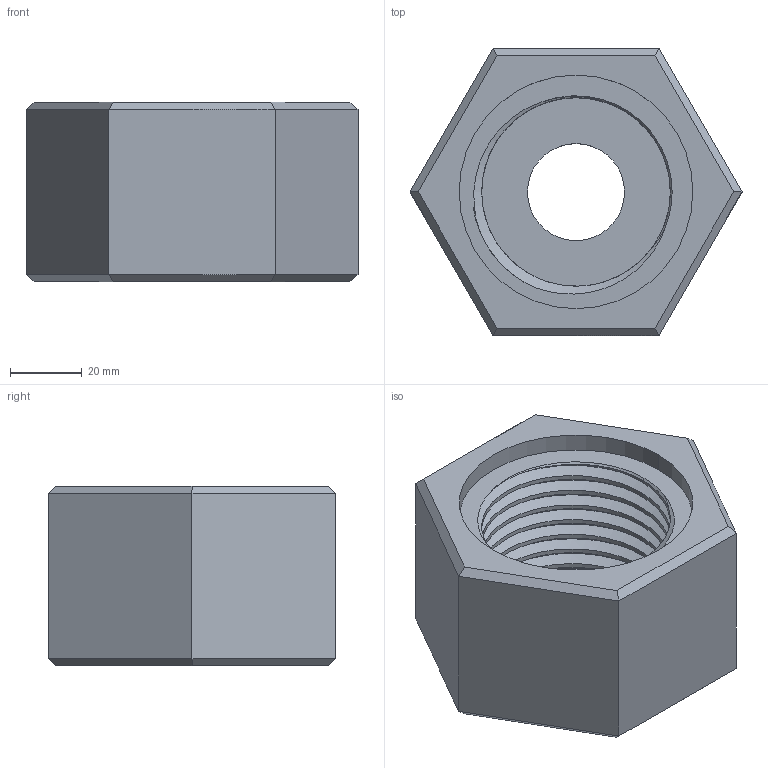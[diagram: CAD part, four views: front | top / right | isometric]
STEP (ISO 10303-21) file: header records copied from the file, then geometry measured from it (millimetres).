
FILE_DESCRIPTION (( 'STEP AP214' ), '1' );
FILE_NAME ('Nut01.STEP', '2023-11-20T16:47:47', ( 'andrew' ), ( '' ), 'SwSTEP 2.0', 'SolidWorks 2023', '' );
FILE_SCHEMA (( 'AUTOMOTIVE_DESIGN' ));
Length unit declared in the file: millimetre
Products named in the file (1): Nut01
Bounding box: 92.38 x 80 x 50 mm (x, y, z)
Volume: 162224.8 mm3; surface area: 35386.1 mm2
Topology: 1 solids, 1 shells, 49 faces, 119 edges, 74 vertices
Faces by surface type: plane 23, cylinder 21, bspline 3, cone 2
Entity records: 3830 total; most frequent: CARTESIAN_POINT 2780, ORIENTED_EDGE 238, DIRECTION 182, EDGE_CURVE 119, VERTEX_POINT 74, VECTOR 64, LINE 64, AXIS2_PLACEMENT_3D 59
